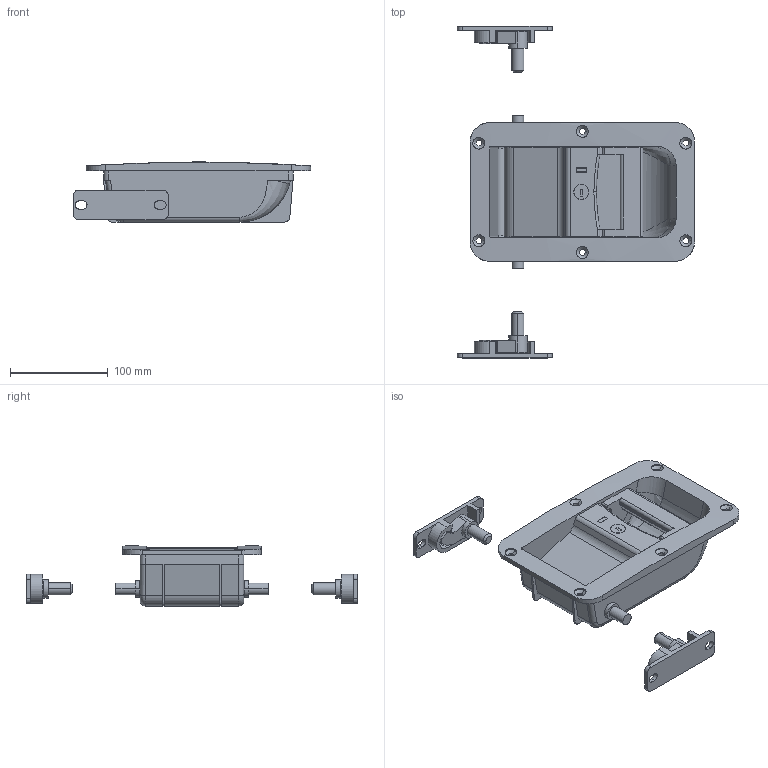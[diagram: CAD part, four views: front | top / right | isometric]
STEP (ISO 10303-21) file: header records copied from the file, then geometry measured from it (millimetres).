
FILE_DESCRIPTION (( 'STEP AP203' ), '1' );
FILE_NAME ('FA-816-2-C.STEP', '2010-08-30T07:40:56', ( ' ' ), ( ' ' ), 'SwSTEP 2.0', 'SolidWorks 2008', '' );
FILE_SCHEMA (( 'CONFIG_CONTROL_DESIGN' ));
Length unit declared in the file: millimetre
Products named in the file (10): FA-816-2儗僶乕__棉太倌; FA-1815-S-5僉乕僷乕__L; FA-1815-S-5僼僢僋__R; FA-816-2-C; FA-816-2杮懱__棉太倌; FA-816-2僴儞僪儖__棉太倌; FA-816-2僕儑僀儞僩__C; FA-816-2僔儍僼僩__棉太倌; FA-1815-S-5僉乕僷乕__R; FA-1815-S-5僼僢僋__L
Assembly tree (9 placements, depth 2):
  FA-816-2-C
    FA-816-2僴儞僪儖__棉太倌
    FA-816-2僕儑僀儞僩__C
    FA-816-2僔儍僼僩__棉太倌
    FA-816-2杮懱__棉太倌
    FA-1815-S-5僼僢僋__R
    FA-1815-S-5僼僢僋__L
    FA-816-2儗僶乕__棉太倌
    FA-1815-S-5僉乕僷乕__L
    FA-1815-S-5僉乕僷乕__R
Bounding box: 243 x 340 x 61.5 mm (x, y, z)
Volume: 538849 mm3; surface area: 227713 mm2
Topology: 9 solids, 9 shells, 382 faces, 1001 edges, 648 vertices
Faces by surface type: cylinder 183, plane 169, cone 16, bspline 8, torus 6
Entity records: 14389 total; most frequent: CARTESIAN_POINT 3715, DIRECTION 2049, ORIENTED_EDGE 2002, EDGE_CURVE 1001, AXIS2_PLACEMENT_3D 730, VERTEX_POINT 648, VECTOR 589, LINE 589
